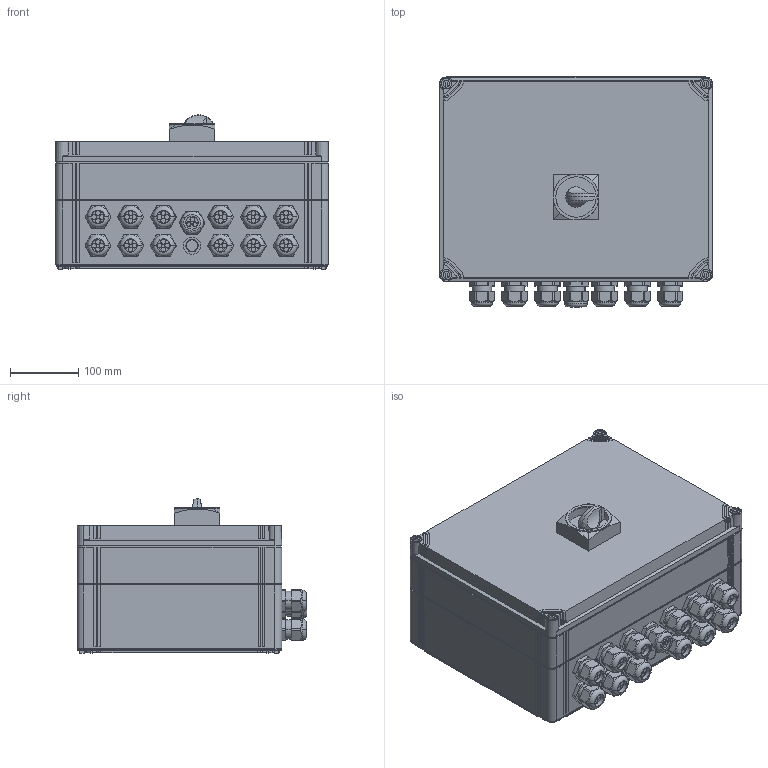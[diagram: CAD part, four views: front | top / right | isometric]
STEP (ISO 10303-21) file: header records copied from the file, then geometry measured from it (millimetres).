
FILE_DESCRIPTION(('CATIA V5 STEP Exchange','CAx-IF Rec.Pracs.--- Model Styling and Organization---1.5--- 2016-08-15','CAx-IF Rec.Pracs.---Supplemental Geometry---1.0---2011-11-01','CAx-IF Rec.Pracs.--- Composite Materials ---1.1---2010-07-15'),'2;1');
FILE_NAME ('D1655739_0', '2025-05-06T08:09:26+00:00', ('none'), ('Weidmueller'), 'CATIA Version 5-6 Release 2022 SP4 HF5', 'CATIA V5 STEP AP214 v3', 'none');
FILE_SCHEMA(('AUTOMOTIVE_DESIGN { 1 0 10303 214 1 1 1 1 }'));
Products named in the file (1): S3D_2890610000_PVN_DC_3I_3O_3MPP_SW_SPD1R_CG_11
Bounding box: 400 x 337 x 226.2 mm (x, y, z)
Volume: 22422533.1 mm3; surface area: 592866.5 mm2
Topology: 1 solids, 1 shells, 1330 faces, 4787 edges, 3595 vertices
Faces by surface type: plane 715, cylinder 453, cone 64, extrusion 48, torus 30, bspline 16, revolution 2, sphere 2
Entity records: 57246 total; most frequent: CARTESIAN_POINT 19010, ORIENTED_EDGE 9570, DIRECTION 4856, EDGE_CURVE 4785, VERTEX_POINT 3595, VECTOR 2173, LINE 2125, AXIS2_PLACEMENT_3D 1887
